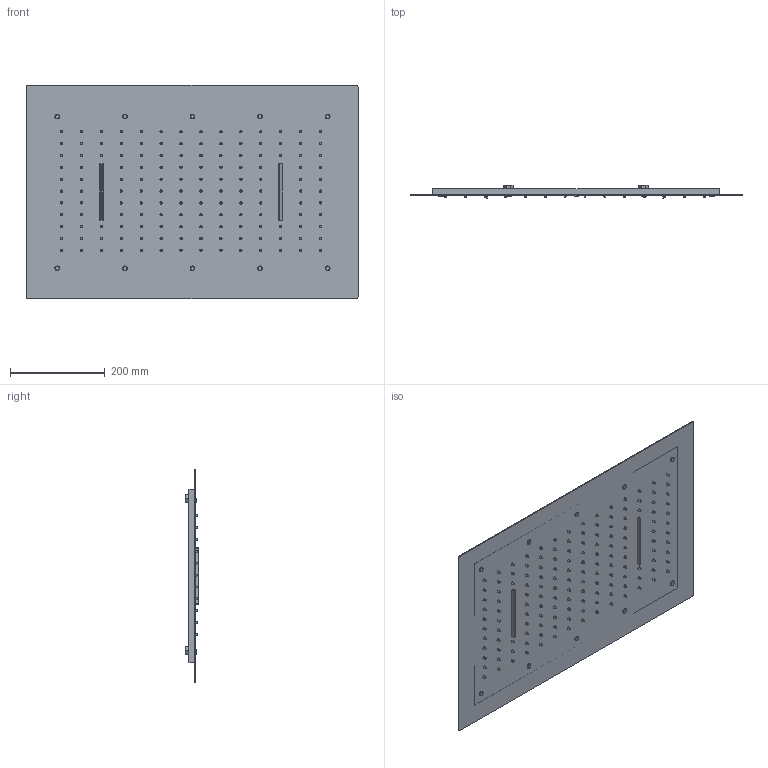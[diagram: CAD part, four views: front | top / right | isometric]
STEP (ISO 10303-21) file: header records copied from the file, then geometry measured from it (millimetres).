
FILE_DESCRIPTION (( 'STEP AP203' ), '1' );
FILE_NAME ('99Z312623.STEP', '2025-11-10T13:02:32', ( '' ), ( '' ), 'SwSTEP 2.0', 'SolidWorks 2021', '' );
FILE_SCHEMA (( 'CONFIG_CONTROL_DESIGN' ));
Length unit declared in the file: millimetre
Products named in the file (1): 99Z312623
Bounding box: 700 x 28.3 x 450 mm (x, y, z)
Volume: 3249631 mm3; surface area: 685655.9 mm2
Topology: 1 solids, 1 shells, 847 faces, 1730 edges, 1048 vertices
Faces by surface type: cylinder 312, cone 288, plane 227, torus 20
Entity records: 22345 total; most frequent: DIRECTION 4378, CARTESIAN_POINT 3626, ORIENTED_EDGE 3460, AXIS2_PLACEMENT_3D 1800, EDGE_CURVE 1730, VERTEX_POINT 1048, EDGE_LOOP 1010, CIRCLE 952
